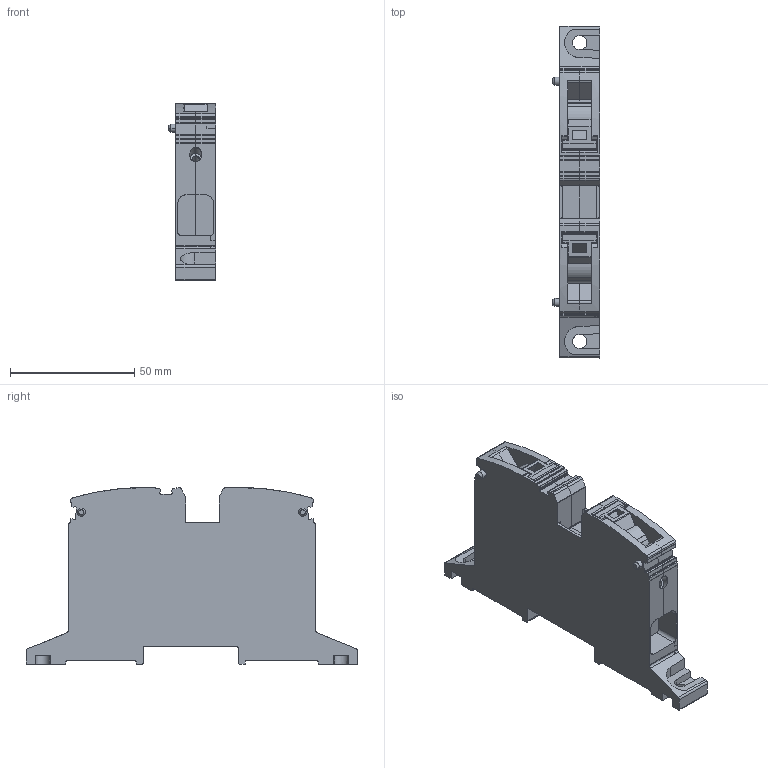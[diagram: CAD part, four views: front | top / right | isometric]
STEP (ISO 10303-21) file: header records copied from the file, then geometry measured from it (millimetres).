
FILE_DESCRIPTION(('CATIA V5R20 STEP214','CAx-IF Rec.Pracs.--- Model Styling and Organization---1.4--- 2014-01-23'),'2;1');
FILE_NAME ('327920-1_1', '2019-02-01T05:08:16+00:00', ('Weidmueller Interface'), ('Weidmueller'), 'CATIA Version 5-6 Release 2016 SP3 HF44', 'CATIA V5 STEP AP214', 'none');
FILE_SCHEMA(('AUTOMOTIVE_DESIGN { 1 0 10303 214 1 1 1 1 }'));
Length unit declared in the file: millimetre
Products named in the file (1): 2552150000
Bounding box: 19 x 133.44 x 71.05 mm (x, y, z)
Volume: 101112.2 mm3; surface area: 38832.7 mm2
Topology: 4 solids, 6 shells, 654 faces, 1952 edges, 1308 vertices
Faces by surface type: plane 333, cylinder 287, cone 18, torus 8, extrusion 4, sphere 4
Entity records: 21740 total; most frequent: CARTESIAN_POINT 4718, ORIENTED_EDGE 3896, DIRECTION 2954, EDGE_CURVE 1944, VERTEX_POINT 1300, VECTOR 1272, LINE 1268, AXIS2_PLACEMENT_3D 1124
